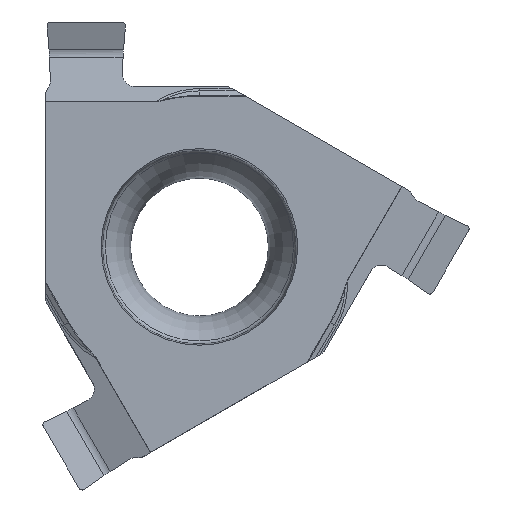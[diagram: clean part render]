
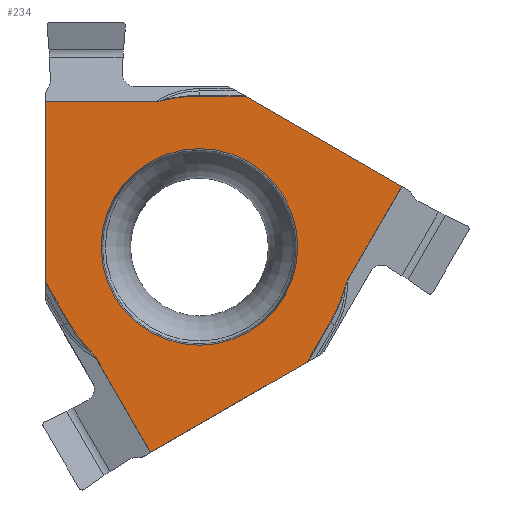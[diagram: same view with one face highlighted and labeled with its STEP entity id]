
A CAD part, top view. The second image highlights one B-rep face of the part: STEP entity #234.
In plain terms, the highlighted planar face has unit normal (0, 0, 1).
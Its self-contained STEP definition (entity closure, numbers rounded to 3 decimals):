
#58=FACE_BOUND('',#462,.T.);
#59=FACE_BOUND('',#463,.T.);
#117=CIRCLE('',#1891,4.066);
#119=CIRCLE('',#1896,6.237);
#120=CIRCLE('',#1897,6.237);
#121=CIRCLE('',#1898,6.237);
#234=ADVANCED_FACE('',(#58,#59),#315,.F.);
#315=PLANE('',#1899);
#462=EDGE_LOOP('',(#657,#658,#659,#660,#661,#662,#663,#664,#665,#666,#667,
#668,#669,#670,#671));
#463=EDGE_LOOP('',(#672));
#657=ORIENTED_EDGE('',*,*,#1316,.F.);
#658=ORIENTED_EDGE('',*,*,#1256,.T.);
#659=ORIENTED_EDGE('',*,*,#1319,.T.);
#660=ORIENTED_EDGE('',*,*,#1320,.T.);
#661=ORIENTED_EDGE('',*,*,#1321,.T.);
#662=ORIENTED_EDGE('',*,*,#1322,.T.);
#663=ORIENTED_EDGE('',*,*,#1323,.F.);
#664=ORIENTED_EDGE('',*,*,#1324,.F.);
#665=ORIENTED_EDGE('',*,*,#1325,.F.);
#666=ORIENTED_EDGE('',*,*,#1326,.F.);
#667=ORIENTED_EDGE('',*,*,#1327,.F.);
#668=ORIENTED_EDGE('',*,*,#1245,.T.);
#669=ORIENTED_EDGE('',*,*,#1328,.F.);
#670=ORIENTED_EDGE('',*,*,#1329,.F.);
#671=ORIENTED_EDGE('',*,*,#1330,.F.);
#672=ORIENTED_EDGE('',*,*,#1315,.F.);
#1072=VERTEX_POINT('',#2899);
#1073=VERTEX_POINT('',#2901);
#1083=VERTEX_POINT('',#2922);
#1084=VERTEX_POINT('',#2924);
#1123=VERTEX_POINT('',#3042);
#1124=VERTEX_POINT('',#3046);
#1126=VERTEX_POINT('',#3052);
#1127=VERTEX_POINT('',#3054);
#1128=VERTEX_POINT('',#3062);
#1129=VERTEX_POINT('',#3064);
#1130=VERTEX_POINT('',#3066);
#1131=VERTEX_POINT('',#3068);
#1132=VERTEX_POINT('',#3070);
#1133=VERTEX_POINT('',#3078);
#1134=VERTEX_POINT('',#3081);
#1135=VERTEX_POINT('',#3083);
#1245=EDGE_CURVE('',#1073,#1072,#1506,.T.);
#1256=EDGE_CURVE('',#1084,#1083,#1514,.T.);
#1315=EDGE_CURVE('',#1123,#1123,#117,.T.);
#1316=EDGE_CURVE('',#1084,#1124,#1545,.T.);
#1319=EDGE_CURVE('',#1083,#1126,#1547,.T.);
#1320=EDGE_CURVE('',#1126,#1127,#119,.T.);
#1321=EDGE_CURVE('',#1127,#1128,#1805,.T.);
#1322=EDGE_CURVE('',#1128,#1129,#1548,.T.);
#1323=EDGE_CURVE('',#1130,#1129,#1549,.T.);
#1324=EDGE_CURVE('',#1131,#1130,#1550,.T.);
#1325=EDGE_CURVE('',#1132,#1131,#120,.T.);
#1326=EDGE_CURVE('',#1133,#1132,#1806,.T.);
#1327=EDGE_CURVE('',#1073,#1133,#1551,.T.);
#1328=EDGE_CURVE('',#1134,#1072,#1552,.T.);
#1329=EDGE_CURVE('',#1135,#1134,#121,.T.);
#1330=EDGE_CURVE('',#1124,#1135,#1807,.T.);
#1506=LINE('',#2900,#1656);
#1514=LINE('',#2923,#1664);
#1545=LINE('',#3045,#1695);
#1547=LINE('',#3051,#1697);
#1548=LINE('',#3063,#1698);
#1549=LINE('',#3065,#1699);
#1550=LINE('',#3067,#1700);
#1551=LINE('',#3079,#1701);
#1552=LINE('',#3080,#1702);
#1656=VECTOR('',#2051,1.);
#1664=VECTOR('',#2067,1.);
#1695=VECTOR('',#2200,1.);
#1697=VECTOR('',#2206,1.);
#1698=VECTOR('',#2209,1.);
#1699=VECTOR('',#2210,1.);
#1700=VECTOR('',#2211,1.);
#1701=VECTOR('',#2214,1.);
#1702=VECTOR('',#2215,1.);
#1805=B_SPLINE_CURVE_WITH_KNOTS('',3,(#3055,#3056,#3057,#3058,#3059,#3060,
#3061),.UNSPECIFIED.,.F.,.F.,(4,3,4),(0.,0.726,1.),
 .UNSPECIFIED.);
#1806=B_SPLINE_CURVE_WITH_KNOTS('',3,(#3071,#3072,#3073,#3074,#3075,#3076,
#3077),.UNSPECIFIED.,.F.,.F.,(4,3,4),(0.,0.274,1.),
 .UNSPECIFIED.);
#1807=B_SPLINE_CURVE_WITH_KNOTS('',3,(#3084,#3085,#3086,#3087,#3088,#3089,
#3090),.UNSPECIFIED.,.F.,.F.,(4,3,4),(0.,0.274,1.),
 .UNSPECIFIED.);
#1891=AXIS2_PLACEMENT_3D('',#3041,#2194,#2195);
#1896=AXIS2_PLACEMENT_3D('',#3053,#2207,#2208);
#1897=AXIS2_PLACEMENT_3D('',#3069,#2212,#2213);
#1898=AXIS2_PLACEMENT_3D('',#3082,#2216,#2217);
#1899=AXIS2_PLACEMENT_3D('',#3091,#2218,#2219);
#2051=DIRECTION('',(-0.866,0.5,0.));
#2067=DIRECTION('',(0.,-1.,0.));
#2194=DIRECTION('',(0.,0.,1.));
#2195=DIRECTION('',(0.,1.,0.));
#2200=DIRECTION('',(1.,0.,0.));
#2206=DIRECTION('',(0.5,-0.866,0.));
#2207=DIRECTION('',(0.,0.,1.));
#2208=DIRECTION('',(-0.866,-0.5,0.));
#2209=DIRECTION('',(0.5,-0.866,0.));
#2210=DIRECTION('',(-0.866,-0.5,0.));
#2211=DIRECTION('',(-0.5,-0.866,0.));
#2212=DIRECTION('',(0.,0.,-1.));
#2213=DIRECTION('',(0.866,-0.5,0.));
#2214=DIRECTION('',(-0.5,-0.866,0.));
#2215=DIRECTION('',(1.,0.,0.));
#2216=DIRECTION('',(0.,0.,-1.));
#2217=DIRECTION('',(0.,1.,0.));
#2218=DIRECTION('',(0.,0.,-1.));
#2219=DIRECTION('',(0.,1.,0.));
#2899=CARTESIAN_POINT('',(1.898,6.237,0.1));
#2900=CARTESIAN_POINT('',(3.175,5.499,0.1));
#2901=CARTESIAN_POINT('',(8.365,2.503,0.1));
#2922=CARTESIAN_POINT('',(-6.35,-1.475,0.1));
#2923=CARTESIAN_POINT('',(-6.35,0.,0.1));
#2924=CARTESIAN_POINT('',(-6.35,5.993,0.1));
#3041=CARTESIAN_POINT('',(0.,0.,0.1));
#3042=CARTESIAN_POINT('',(0.,4.066,0.1));
#3045=CARTESIAN_POINT('',(-1.852,5.993,0.1));
#3046=CARTESIAN_POINT('',(-1.841,5.993,0.1));
#3051=CARTESIAN_POINT('',(3.349,-18.274,0.1));
#3052=CARTESIAN_POINT('',(-5.401,-3.118,0.1));
#3053=CARTESIAN_POINT('',(0.,0.,
0.1));
#3054=CARTESIAN_POINT('',(-4.481,-4.338,0.1));
#3055=CARTESIAN_POINT('',(-4.481,-4.338,0.1));
#3056=CARTESIAN_POINT('',(-4.425,-4.395,0.1));
#3057=CARTESIAN_POINT('',(-4.37,-4.453,0.1));
#3058=CARTESIAN_POINT('',(-4.321,-4.516,0.1));
#3059=CARTESIAN_POINT('',(-4.302,-4.54,0.1));
#3060=CARTESIAN_POINT('',(-4.284,-4.565,0.1));
#3061=CARTESIAN_POINT('',(-4.269,-4.591,0.1));
#3062=CARTESIAN_POINT('',(-4.269,-4.591,0.1));
#3063=CARTESIAN_POINT('',(-2.164,-8.238,0.1));
#3064=CARTESIAN_POINT('',(-2.015,-8.496,0.1));
#3065=CARTESIAN_POINT('',(3.175,-5.499,0.1));
#3066=CARTESIAN_POINT('',(4.452,-4.762,0.1));
#3067=CARTESIAN_POINT('',(14.151,12.037,0.1));
#3068=CARTESIAN_POINT('',(5.401,-3.118,0.1));
#3069=CARTESIAN_POINT('',(0.,0.,
0.1));
#3070=CARTESIAN_POINT('',(5.997,-1.711,0.1));
#3071=CARTESIAN_POINT('',(6.111,-1.402,0.1));
#3072=CARTESIAN_POINT('',(6.096,-1.428,0.1));
#3073=CARTESIAN_POINT('',(6.083,-1.456,0.1));
#3074=CARTESIAN_POINT('',(6.072,-1.484,0.1));
#3075=CARTESIAN_POINT('',(6.042,-1.558,0.1));
#3076=CARTESIAN_POINT('',(6.019,-1.634,0.1));
#3077=CARTESIAN_POINT('',(5.997,-1.711,0.1));
#3078=CARTESIAN_POINT('',(6.111,-1.402,0.1));
#3079=CARTESIAN_POINT('',(8.216,2.245,0.1));
#3080=CARTESIAN_POINT('',(-17.5,6.237,0.1));
#3081=CARTESIAN_POINT('',(0.,6.237,0.1));
#3082=CARTESIAN_POINT('',(0.,0.,0.1));
#3083=CARTESIAN_POINT('',(-1.517,6.049,0.1));
#3084=CARTESIAN_POINT('',(-1.841,5.993,0.1));
#3085=CARTESIAN_POINT('',(-1.811,5.993,0.1));
#3086=CARTESIAN_POINT('',(-1.781,5.996,0.1));
#3087=CARTESIAN_POINT('',(-1.751,6.,0.1));
#3088=CARTESIAN_POINT('',(-1.672,6.011,0.1));
#3089=CARTESIAN_POINT('',(-1.594,6.03,0.1));
#3090=CARTESIAN_POINT('',(-1.517,6.049,0.1));
#3091=CARTESIAN_POINT('',(-17.5,0.,0.1));
